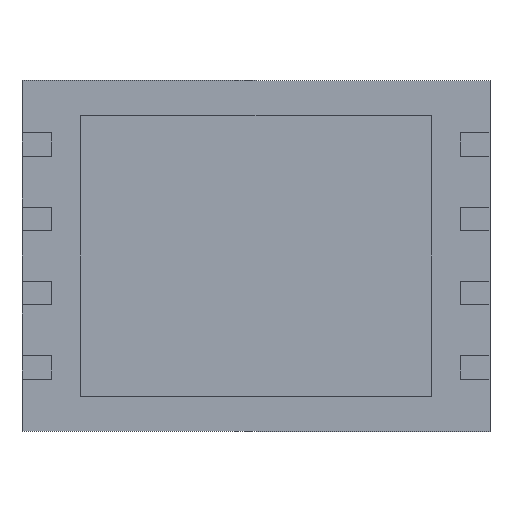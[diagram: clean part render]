
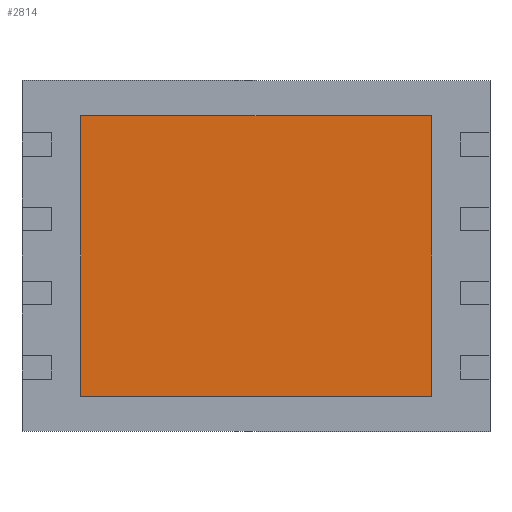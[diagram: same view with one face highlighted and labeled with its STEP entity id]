
A CAD part, front view. The second image highlights one B-rep face of the part: STEP entity #2814.
In plain terms, the highlighted planar face has unit normal (0, -1, 0).
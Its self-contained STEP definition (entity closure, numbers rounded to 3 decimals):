
#72 = EDGE_CURVE ( 'NONE', #1798, #706, #1828, .T. ) ;
#82 = EDGE_LOOP ( 'NONE', ( #2177, #1904, #391, #1666 ) ) ;
#198 = CARTESIAN_POINT ( 'NONE',  ( 3., 0., 2.4 ) ) ;
#269 = EDGE_CURVE ( 'NONE', #2548, #1798, #499, .T. ) ;
#294 = CARTESIAN_POINT ( 'NONE',  ( 3., 0., -2.4 ) ) ;
#391 = ORIENTED_EDGE ( 'NONE', *, *, #1128, .T. ) ;
#418 = AXIS2_PLACEMENT_3D ( 'NONE', #1882, #1219, #1446 ) ;
#499 = LINE ( 'NONE', #198, #849 ) ;
#706 = VERTEX_POINT ( 'NONE', #1674 ) ;
#849 = VECTOR ( 'NONE', #1743, 1000. ) ;
#967 = LINE ( 'NONE', #1380, #2672 ) ;
#974 = VERTEX_POINT ( 'NONE', #2243 ) ;
#991 = DIRECTION ( 'NONE',  ( -1., 0., 0. ) ) ;
#1097 = EDGE_CURVE ( 'NONE', #706, #974, #967, .T. ) ;
#1128 = EDGE_CURVE ( 'NONE', #974, #2548, #2499, .T. ) ;
#1219 = DIRECTION ( 'NONE',  ( 0., -1., 0. ) ) ;
#1380 = CARTESIAN_POINT ( 'NONE',  ( -3., 0., 2.4 ) ) ;
#1446 = DIRECTION ( 'NONE',  ( 0., 0., -1. ) ) ;
#1621 = DIRECTION ( 'NONE',  ( 0., 0., -1. ) ) ;
#1633 = DIRECTION ( 'NONE',  ( 1., 0., 0. ) ) ;
#1666 = ORIENTED_EDGE ( 'NONE', *, *, #269, .T. ) ;
#1674 = CARTESIAN_POINT ( 'NONE',  ( -3., 0., 2.4 ) ) ;
#1712 = CARTESIAN_POINT ( 'NONE',  ( 3., 0., 2.4 ) ) ;
#1723 = FACE_OUTER_BOUND ( 'NONE', #82, .T. ) ;
#1743 = DIRECTION ( 'NONE',  ( 0., 0., 1. ) ) ;
#1761 = VECTOR ( 'NONE', #991, 1000. ) ;
#1798 = VERTEX_POINT ( 'NONE', #1712 ) ;
#1828 = LINE ( 'NONE', #1881, #1761 ) ;
#1881 = CARTESIAN_POINT ( 'NONE',  ( 3., 0., 2.4 ) ) ;
#1882 = CARTESIAN_POINT ( 'NONE',  ( 0., 0., 0. ) ) ;
#1904 = ORIENTED_EDGE ( 'NONE', *, *, #1097, .T. ) ;
#1985 = VECTOR ( 'NONE', #1633, 1000. ) ;
#2177 = ORIENTED_EDGE ( 'NONE', *, *, #72, .T. ) ;
#2243 = CARTESIAN_POINT ( 'NONE',  ( -3., 0., -2.4 ) ) ;
#2499 = LINE ( 'NONE', #294, #1985 ) ;
#2548 = VERTEX_POINT ( 'NONE', #2687 ) ;
#2562 = PLANE ( 'NONE',  #418 ) ;
#2672 = VECTOR ( 'NONE', #1621, 1000. ) ;
#2687 = CARTESIAN_POINT ( 'NONE',  ( 3., 0., -2.4 ) ) ;
#2814 = ADVANCED_FACE ( 'NONE', ( #1723 ), #2562, .T. ) ;
